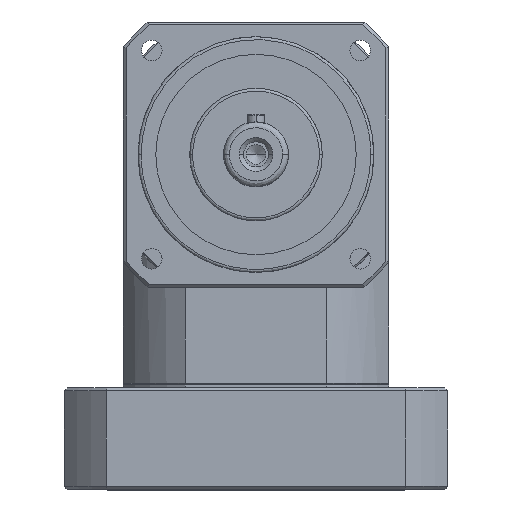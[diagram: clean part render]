
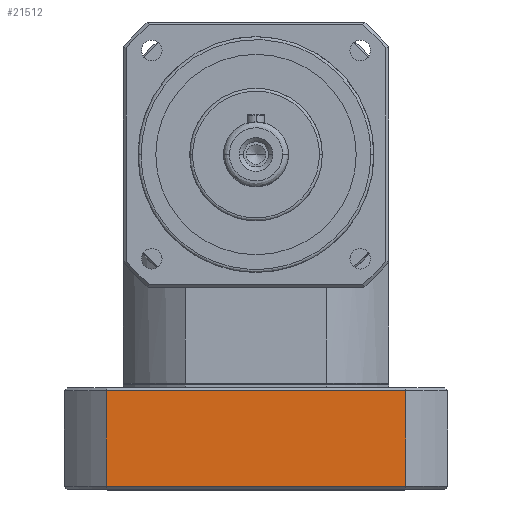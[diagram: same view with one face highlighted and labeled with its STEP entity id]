
A CAD part, top view. The second image highlights one B-rep face of the part: STEP entity #21512.
In plain terms, the highlighted face is planar.
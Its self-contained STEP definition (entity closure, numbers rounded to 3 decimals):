
#251 = EDGE_CURVE ( 'NONE', #21313, #3905, #6707, .T. ) ;
#1380 = CARTESIAN_POINT ( 'NONE',  ( 50.806, 65., 37. ) ) ;
#1750 = DIRECTION ( 'NONE',  ( -1., 0., 0. ) ) ;
#1884 = VECTOR ( 'NONE', #4164, 1000. ) ;
#2320 = ORIENTED_EDGE ( 'NONE', *, *, #6251, .F. ) ;
#2372 = CARTESIAN_POINT ( 'NONE',  ( -50.806, 65., 37. ) ) ;
#3689 = CARTESIAN_POINT ( 'NONE',  ( 50.806, 65., 4.5 ) ) ;
#3755 = CARTESIAN_POINT ( 'NONE',  ( 32.5, 65., 4.5 ) ) ;
#3905 = VERTEX_POINT ( 'NONE', #1380 ) ;
#4164 = DIRECTION ( 'NONE',  ( 0., 0., 1. ) ) ;
#4793 = FACE_OUTER_BOUND ( 'NONE', #21792, .T. ) ;
#5874 = VECTOR ( 'NONE', #10935, 1000. ) ;
#6043 = AXIS2_PLACEMENT_3D ( 'NONE', #22868, #12363, #1750 ) ;
#6251 = EDGE_CURVE ( 'NONE', #13444, #17771, #11137, .T. ) ;
#6707 = LINE ( 'NONE', #14382, #10862 ) ;
#9962 = LINE ( 'NONE', #21613, #14069 ) ;
#10591 = ORIENTED_EDGE ( 'NONE', *, *, #13485, .T. ) ;
#10862 = VECTOR ( 'NONE', #13661, 1000. ) ;
#10935 = DIRECTION ( 'NONE',  ( 1., 0., 0. ) ) ;
#11137 = LINE ( 'NONE', #3755, #5874 ) ;
#12292 = PLANE ( 'NONE',  #6043 ) ;
#12363 = DIRECTION ( 'NONE',  ( 0., 1., 0. ) ) ;
#12686 = CARTESIAN_POINT ( 'NONE',  ( -50.806, 65., 4.5 ) ) ;
#12768 = DIRECTION ( 'NONE',  ( 0., 0., -1. ) ) ;
#13444 = VERTEX_POINT ( 'NONE', #12686 ) ;
#13485 = EDGE_CURVE ( 'NONE', #3905, #17771, #9962, .T. ) ;
#13661 = DIRECTION ( 'NONE',  ( 1., 0., 0. ) ) ;
#14069 = VECTOR ( 'NONE', #12768, 1000. ) ;
#14382 = CARTESIAN_POINT ( 'NONE',  ( 65., 65., 37. ) ) ;
#14823 = CARTESIAN_POINT ( 'NONE',  ( -50.806, 65., 0. ) ) ;
#15519 = LINE ( 'NONE', #14823, #1884 ) ;
#17771 = VERTEX_POINT ( 'NONE', #3689 ) ;
#18538 = ORIENTED_EDGE ( 'NONE', *, *, #251, .T. ) ;
#19686 = EDGE_CURVE ( 'NONE', #13444, #21313, #15519, .T. ) ;
#21313 = VERTEX_POINT ( 'NONE', #2372 ) ;
#21512 = ADVANCED_FACE ( 'NONE', ( #4793 ), #12292, .T. ) ;
#21613 = CARTESIAN_POINT ( 'NONE',  ( 50.806, 65., 0. ) ) ;
#21792 = EDGE_LOOP ( 'NONE', ( #2320, #22910, #18538, #10591 ) ) ;
#22868 = CARTESIAN_POINT ( 'NONE',  ( 65., 65., 0. ) ) ;
#22910 = ORIENTED_EDGE ( 'NONE', *, *, #19686, .T. ) ;
